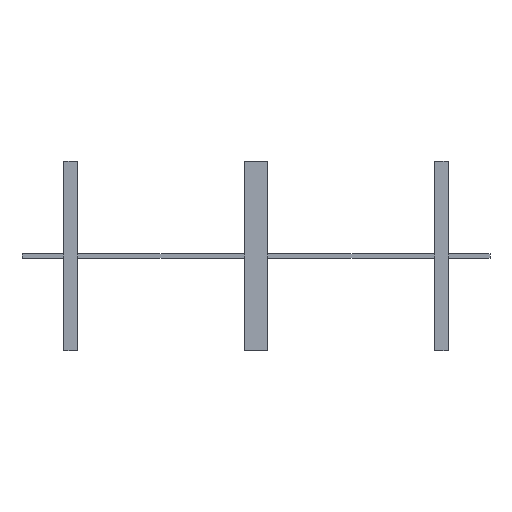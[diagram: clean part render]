
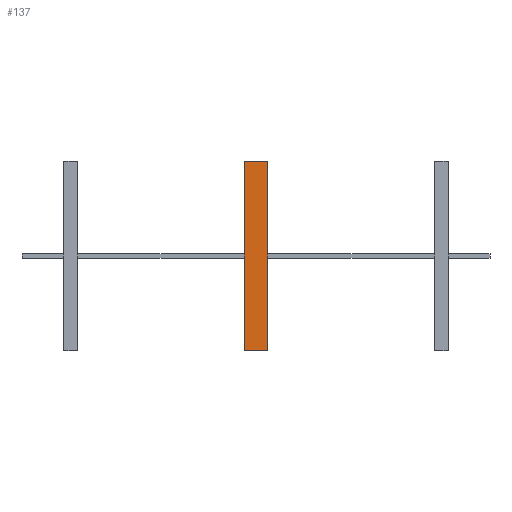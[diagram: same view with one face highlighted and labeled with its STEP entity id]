
A CAD part, top view. The second image highlights one B-rep face of the part: STEP entity #137.
In plain terms, the highlighted free-form (B-spline) face has degree [1, 1] with [2, 2] control points.
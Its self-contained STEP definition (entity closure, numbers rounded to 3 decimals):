
#114 = VERTEX_POINT('',#115);
#115 = CARTESIAN_POINT('',(23.998,-10.498,0.));
#120 = EDGE_CURVE('',#114,#121,#123,.T.);
#121 = VERTEX_POINT('',#122);
#122 = CARTESIAN_POINT('',(23.998,-10.,0.));
#123 = B_SPLINE_CURVE_WITH_KNOTS('',1,(#124,#125),.UNSPECIFIED.,.F.,.F.,
  (2,2),(0.,196.),.PIECEWISE_BEZIER_KNOTS.);
#124 = CARTESIAN_POINT('',(23.998,-10.498,0.));
#125 = CARTESIAN_POINT('',(23.998,-10.,0.));
#137 = ADVANCED_FACE('',(#138),#188,.F.);
#138 = FACE_BOUND('',#139,.F.);
#139 = EDGE_LOOP('',(#140,#149,#156,#163,#170,#177,#182,#183));
#140 = ORIENTED_EDGE('',*,*,#141,.T.);
#141 = EDGE_CURVE('',#142,#144,#146,.T.);
#142 = VERTEX_POINT('',#143);
#143 = CARTESIAN_POINT('',(23.998,-20.498,0.));
#144 = VERTEX_POINT('',#145);
#145 = CARTESIAN_POINT('',(26.5,-20.498,0.));
#146 = B_SPLINE_CURVE_WITH_KNOTS('',1,(#147,#148),.UNSPECIFIED.,.F.,.F.,
  (2,2),(0.,985.),.PIECEWISE_BEZIER_KNOTS.);
#147 = CARTESIAN_POINT('',(23.998,-20.498,0.));
#148 = CARTESIAN_POINT('',(26.5,-20.498,0.));
#149 = ORIENTED_EDGE('',*,*,#150,.T.);
#150 = EDGE_CURVE('',#144,#151,#153,.T.);
#151 = VERTEX_POINT('',#152);
#152 = CARTESIAN_POINT('',(26.5,-10.498,0.));
#153 = B_SPLINE_CURVE_WITH_KNOTS('',1,(#154,#155),.UNSPECIFIED.,.F.,.F.,
  (2,2),(0.,8070.),.PIECEWISE_BEZIER_KNOTS.);
#154 = CARTESIAN_POINT('',(26.5,-20.498,0.));
#155 = CARTESIAN_POINT('',(26.5,0.,0.));
#156 = ORIENTED_EDGE('',*,*,#157,.F.);
#157 = EDGE_CURVE('',#158,#151,#160,.T.);
#158 = VERTEX_POINT('',#159);
#159 = CARTESIAN_POINT('',(26.5,-10.,0.));
#160 = B_SPLINE_CURVE_WITH_KNOTS('',1,(#161,#162),.UNSPECIFIED.,.F.,.F.,
  (2,2),(0.,196.),.PIECEWISE_BEZIER_KNOTS.);
#161 = CARTESIAN_POINT('',(26.5,-10.,0.));
#162 = CARTESIAN_POINT('',(26.5,-10.498,0.));
#163 = ORIENTED_EDGE('',*,*,#164,.T.);
#164 = EDGE_CURVE('',#158,#165,#167,.T.);
#165 = VERTEX_POINT('',#166);
#166 = CARTESIAN_POINT('',(26.5,0.,0.));
#167 = B_SPLINE_CURVE_WITH_KNOTS('',1,(#168,#169),.UNSPECIFIED.,.F.,.F.,
  (2,2),(0.,8070.),.PIECEWISE_BEZIER_KNOTS.);
#168 = CARTESIAN_POINT('',(26.5,-20.498,0.));
#169 = CARTESIAN_POINT('',(26.5,0.,0.));
#170 = ORIENTED_EDGE('',*,*,#171,.T.);
#171 = EDGE_CURVE('',#165,#172,#174,.T.);
#172 = VERTEX_POINT('',#173);
#173 = CARTESIAN_POINT('',(23.998,0.,0.));
#174 = B_SPLINE_CURVE_WITH_KNOTS('',1,(#175,#176),.UNSPECIFIED.,.F.,.F.,
  (2,2),(0.,985.),.PIECEWISE_BEZIER_KNOTS.);
#175 = CARTESIAN_POINT('',(26.5,0.,0.));
#176 = CARTESIAN_POINT('',(23.998,0.,0.));
#177 = ORIENTED_EDGE('',*,*,#178,.T.);
#178 = EDGE_CURVE('',#172,#121,#179,.T.);
#179 = B_SPLINE_CURVE_WITH_KNOTS('',1,(#180,#181),.UNSPECIFIED.,.F.,.F.,
  (2,2),(0.,8070.),.PIECEWISE_BEZIER_KNOTS.);
#180 = CARTESIAN_POINT('',(23.998,0.,0.));
#181 = CARTESIAN_POINT('',(23.998,-20.498,0.));
#182 = ORIENTED_EDGE('',*,*,#120,.F.);
#183 = ORIENTED_EDGE('',*,*,#184,.T.);
#184 = EDGE_CURVE('',#114,#142,#185,.T.);
#185 = B_SPLINE_CURVE_WITH_KNOTS('',1,(#186,#187),.UNSPECIFIED.,.F.,.F.,
  (2,2),(0.,8070.),.PIECEWISE_BEZIER_KNOTS.);
#186 = CARTESIAN_POINT('',(23.998,0.,0.));
#187 = CARTESIAN_POINT('',(23.998,-20.498,0.));
#188 = B_SPLINE_SURFACE_WITH_KNOTS('',1,1,(
    (#189,#190)
    ,(#191,#192
    )),.UNSPECIFIED.,.F.,.F.,.F.,(2,2),(2,2),(-492.5,492.5),(-4035.,
    4035.),.PIECEWISE_BEZIER_KNOTS.);
#189 = CARTESIAN_POINT('',(23.998,-20.498,0.));
#190 = CARTESIAN_POINT('',(23.998,0.,0.));
#191 = CARTESIAN_POINT('',(26.5,-20.498,0.));
#192 = CARTESIAN_POINT('',(26.5,0.,0.));
